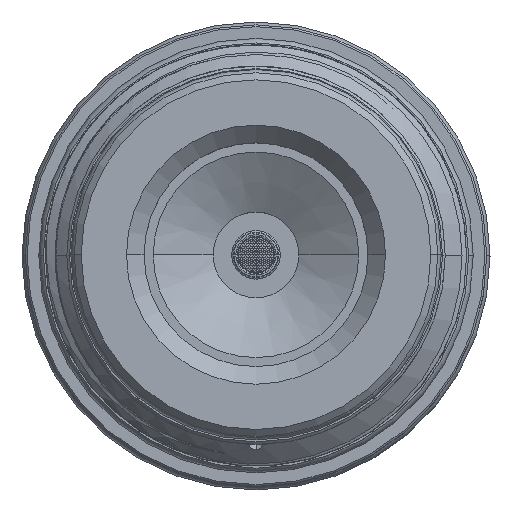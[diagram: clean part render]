
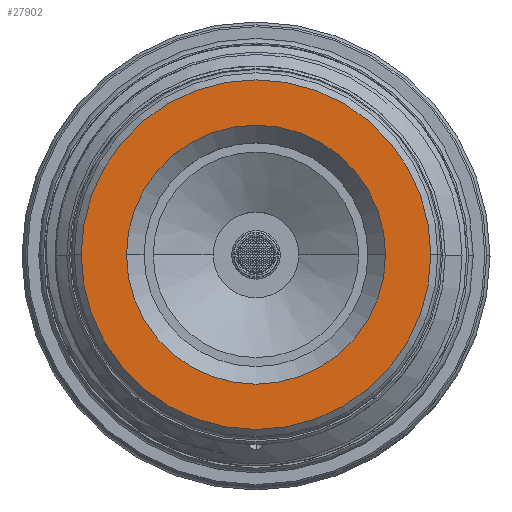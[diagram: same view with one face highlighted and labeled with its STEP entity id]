
A CAD part, top view. The second image highlights one B-rep face of the part: STEP entity #27902.
In plain terms, the highlighted planar face has unit normal (0, 0, 1).
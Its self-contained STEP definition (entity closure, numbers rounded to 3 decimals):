
#1226 = VERTEX_POINT ( 'NONE', #22372 ) ;
#2019 = CIRCLE ( 'NONE', #7248, 14.7 ) ;
#4486 = CIRCLE ( 'NONE', #52317, 19.84 ) ;
#6157 = CARTESIAN_POINT ( 'NONE',  ( -14.7, 0., 89.508 ) ) ;
#7248 = AXIS2_PLACEMENT_3D ( 'NONE', #45279, #21931, #50170 ) ;
#8183 = CARTESIAN_POINT ( 'NONE',  ( 0., 0., 89.508 ) ) ;
#8288 = CARTESIAN_POINT ( 'NONE',  ( 0., 0., 89.508 ) ) ;
#8397 = AXIS2_PLACEMENT_3D ( 'NONE', #8288, #31869, #12781 ) ;
#12781 = DIRECTION ( 'NONE',  ( -1., 0., 0. ) ) ;
#12897 = CARTESIAN_POINT ( 'NONE',  ( -19.84, 0., 89.508 ) ) ;
#15576 = ORIENTED_EDGE ( 'NONE', *, *, #57443, .F. ) ;
#17516 = DIRECTION ( 'NONE',  ( 0., 0., -1. ) ) ;
#17630 = EDGE_CURVE ( 'NONE', #1226, #38420, #4486, .T. ) ;
#18763 = FACE_OUTER_BOUND ( 'NONE', #54015, .T. ) ;
#18927 = DIRECTION ( 'NONE',  ( 0., 0., -1. ) ) ;
#21931 = DIRECTION ( 'NONE',  ( 0., 0., -1. ) ) ;
#22372 = CARTESIAN_POINT ( 'NONE',  ( 19.84, 0., 89.508 ) ) ;
#24280 = DIRECTION ( 'NONE',  ( 0., 0., -1. ) ) ;
#25347 = EDGE_CURVE ( 'NONE', #55475, #46159, #33373, .T. ) ;
#27838 = EDGE_CURVE ( 'NONE', #46159, #55475, #2019, .T. ) ;
#27902 = ADVANCED_FACE ( 'NONE', ( #42675, #18763 ), #54702, .F. ) ;
#31869 = DIRECTION ( 'NONE',  ( 0., 0., -1. ) ) ;
#32048 = ORIENTED_EDGE ( 'NONE', *, *, #25347, .T. ) ;
#33373 = CIRCLE ( 'NONE', #47305, 14.7 ) ;
#33505 = ORIENTED_EDGE ( 'NONE', *, *, #17630, .F. ) ;
#33849 = AXIS2_PLACEMENT_3D ( 'NONE', #8183, #18927, #60072 ) ;
#38420 = VERTEX_POINT ( 'NONE', #12897 ) ;
#38479 = DIRECTION ( 'NONE',  ( -1., 0., 0. ) ) ;
#38493 = ORIENTED_EDGE ( 'NONE', *, *, #27838, .T. ) ;
#41203 = EDGE_LOOP ( 'NONE', ( #38493, #32048 ) ) ;
#42675 = FACE_BOUND ( 'NONE', #41203, .T. ) ;
#42927 = CARTESIAN_POINT ( 'NONE',  ( 0., 0., 89.508 ) ) ;
#43773 = CIRCLE ( 'NONE', #33849, 19.84 ) ;
#45279 = CARTESIAN_POINT ( 'NONE',  ( 0., 0., 89.508 ) ) ;
#46159 = VERTEX_POINT ( 'NONE', #48623 ) ;
#47305 = AXIS2_PLACEMENT_3D ( 'NONE', #58642, #17516, #54142 ) ;
#48623 = CARTESIAN_POINT ( 'NONE',  ( 14.7, 0., 89.508 ) ) ;
#50170 = DIRECTION ( 'NONE',  ( -1., 0., 0. ) ) ;
#52317 = AXIS2_PLACEMENT_3D ( 'NONE', #42927, #24280, #38479 ) ;
#54015 = EDGE_LOOP ( 'NONE', ( #15576, #33505 ) ) ;
#54142 = DIRECTION ( 'NONE',  ( -1., 0., 0. ) ) ;
#54702 = PLANE ( 'NONE',  #8397 ) ;
#55475 = VERTEX_POINT ( 'NONE', #6157 ) ;
#57443 = EDGE_CURVE ( 'NONE', #38420, #1226, #43773, .T. ) ;
#58642 = CARTESIAN_POINT ( 'NONE',  ( 0., 0., 89.508 ) ) ;
#60072 = DIRECTION ( 'NONE',  ( -1., 0., 0. ) ) ;
